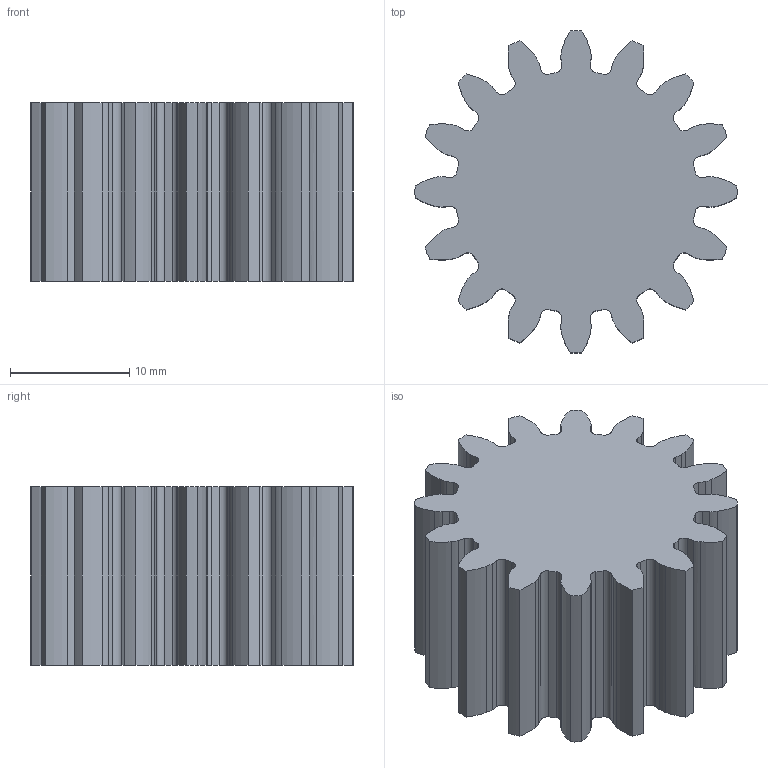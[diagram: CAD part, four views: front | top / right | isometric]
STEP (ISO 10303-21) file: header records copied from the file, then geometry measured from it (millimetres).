
FILE_DESCRIPTION(('FreeCAD Model'),'2;1');
FILE_NAME('Open CASCADE Shape Model','2026-01-17T15:35:05',('Author'),( ''),'Open CASCADE STEP processor 7.8','FreeCAD','Unknown');
FILE_SCHEMA(('AUTOMOTIVE_DESIGN { 1 0 10303 214 1 1 1 1 }'));
Length unit declared in the file: millimetre
Products named in the file (1): Body
Bounding box: 27 x 27 x 15 mm (x, y, z)
Volume: 6598.4 mm3; surface area: 3139.5 mm2
Topology: 1 solids, 1 shells, 162 faces, 480 edges, 320 vertices
Faces by surface type: extrusion 64, cylinder 64, plane 34
Entity records: 5774 total; most frequent: CARTESIAN_POINT 1539, ORIENTED_EDGE 960, DIRECTION 742, EDGE_CURVE 480, VERTEX_POINT 320, VECTOR 288, AXIS2_PLACEMENT_3D 227, LINE 224
